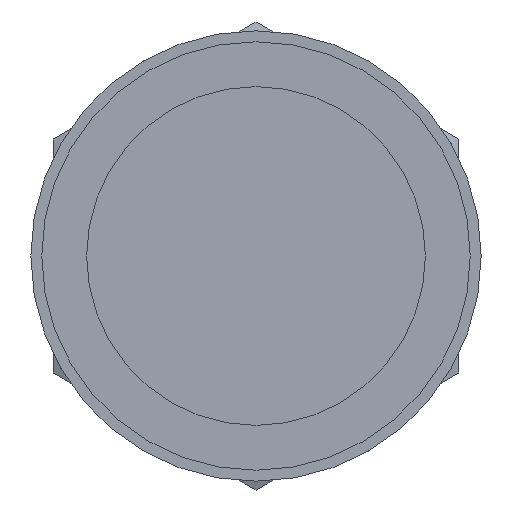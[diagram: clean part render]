
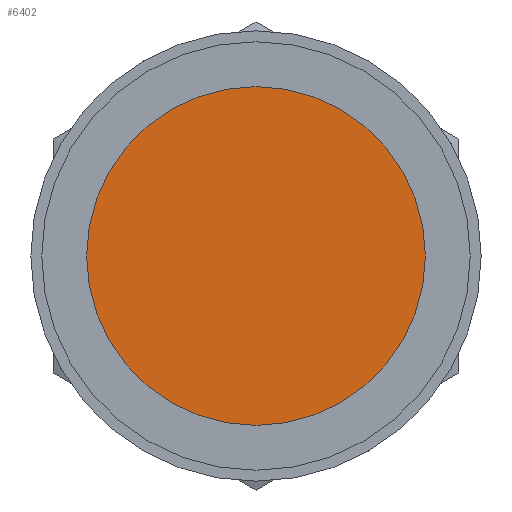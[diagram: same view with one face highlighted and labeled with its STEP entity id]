
A CAD part, left-side view. The second image highlights one B-rep face of the part: STEP entity #6402.
In plain terms, the highlighted planar face has unit normal (-1, 0, 0).
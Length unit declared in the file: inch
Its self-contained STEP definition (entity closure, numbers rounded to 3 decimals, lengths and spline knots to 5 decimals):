
#1657 = DIRECTION ( 'NONE',  ( 0., 0., 1. ) ) ;
#1735 = CIRCLE ( 'NONE', #9951, 0.59231 ) ;
#1873 = DIRECTION ( 'NONE',  ( 0., 0., -1. ) ) ;
#2718 = VERTEX_POINT ( 'NONE', #13172 ) ;
#3497 = DIRECTION ( 'NONE',  ( -1., 0., 0. ) ) ;
#3721 = CIRCLE ( 'NONE', #7697, 0.59231 ) ;
#4167 = ORIENTED_EDGE ( 'NONE', *, *, #12426, .T. ) ;
#4952 = AXIS2_PLACEMENT_3D ( 'NONE', #11949, #10862, #1873 ) ;
#6227 = CARTESIAN_POINT ( 'NONE',  ( -0.97638, 0., 0. ) ) ;
#6402 = ADVANCED_FACE ( 'NONE', ( #13046 ), #9885, .F. ) ;
#6505 = CARTESIAN_POINT ( 'NONE',  ( -0.97638, 0., 0.59231 ) ) ;
#7533 = EDGE_LOOP ( 'NONE', ( #11085, #4167 ) ) ;
#7697 = AXIS2_PLACEMENT_3D ( 'NONE', #6227, #12905, #1657 ) ;
#7743 = DIRECTION ( 'NONE',  ( 0., 0., 1. ) ) ;
#8626 = EDGE_CURVE ( 'NONE', #14266, #2718, #3721, .T. ) ;
#9885 = PLANE ( 'NONE',  #4952 ) ;
#9951 = AXIS2_PLACEMENT_3D ( 'NONE', #13550, #3497, #7743 ) ;
#10862 = DIRECTION ( 'NONE',  ( 1., 0., 0. ) ) ;
#11085 = ORIENTED_EDGE ( 'NONE', *, *, #8626, .T. ) ;
#11949 = CARTESIAN_POINT ( 'NONE',  ( -0.97638, 0., 0. ) ) ;
#12426 = EDGE_CURVE ( 'NONE', #2718, #14266, #1735, .T. ) ;
#12905 = DIRECTION ( 'NONE',  ( -1., 0., 0. ) ) ;
#13046 = FACE_OUTER_BOUND ( 'NONE', #7533, .T. ) ;
#13172 = CARTESIAN_POINT ( 'NONE',  ( -0.97638, 0., -0.59231 ) ) ;
#13550 = CARTESIAN_POINT ( 'NONE',  ( -0.97638, 0., 0. ) ) ;
#14266 = VERTEX_POINT ( 'NONE', #6505 ) ;
